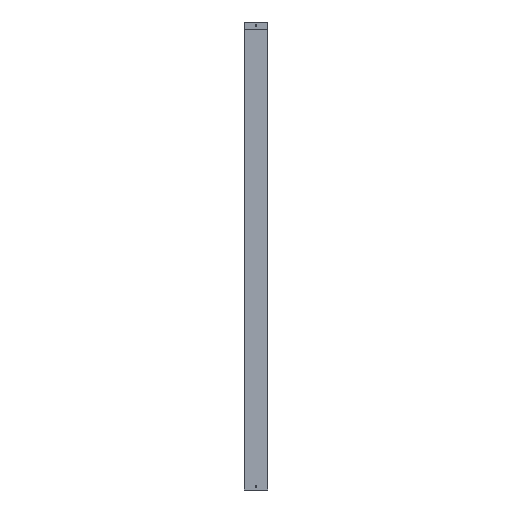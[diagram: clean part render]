
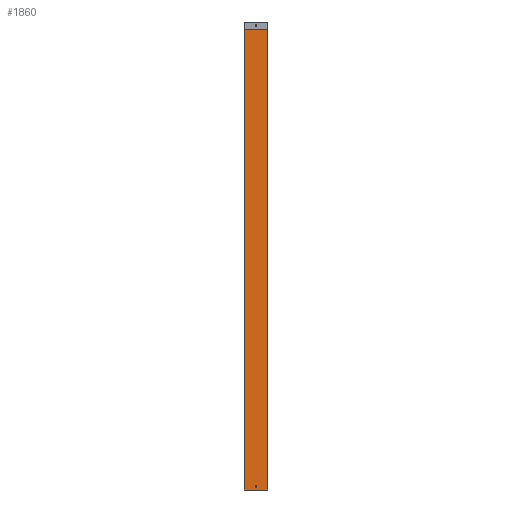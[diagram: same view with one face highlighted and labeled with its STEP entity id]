
A CAD part, front view. The second image highlights one B-rep face of the part: STEP entity #1860.
In plain terms, the highlighted planar face has unit normal (0, -1, 0).
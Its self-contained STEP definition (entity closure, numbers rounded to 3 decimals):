
#46 = EDGE_LOOP ( 'NONE', ( #174, #173, #172, #171 ) ) ;
#47 = EDGE_LOOP ( 'NONE', ( #175 ) ) ;
#104 = VERTEX_POINT ( 'NONE', #673 ) ;
#110 = VERTEX_POINT ( 'NONE', #659 ) ;
#147 = VERTEX_POINT ( 'NONE', #873 ) ;
#157 = VERTEX_POINT ( 'NONE', #863 ) ;
#171 = ORIENTED_EDGE ( 'NONE', *, *, #1116, .T. ) ;
#172 = ORIENTED_EDGE ( 'NONE', *, *, #1110, .T. ) ;
#173 = ORIENTED_EDGE ( 'NONE', *, *, #1113, .F. ) ;
#174 = ORIENTED_EDGE ( 'NONE', *, *, #973, .F. ) ;
#175 = ORIENTED_EDGE ( 'NONE', *, *, #1112, .F. ) ;
#659 = CARTESIAN_POINT ( 'NONE',  ( -50., 0., 1968. ) ) ;
#673 = CARTESIAN_POINT ( 'NONE',  ( -50., 0., 0. ) ) ;
#863 = CARTESIAN_POINT ( 'NONE',  ( 50., 0., 1968. ) ) ;
#873 = CARTESIAN_POINT ( 'NONE',  ( 50., 0., 0. ) ) ;
#973 = EDGE_CURVE ( 'NONE', #157, #147, #1567, .T. ) ;
#1067 = AXIS2_PLACEMENT_3D ( 'NONE', #1228, #1231, #1232 ) ;
#1110 = EDGE_CURVE ( 'NONE', #110, #104, #1663, .T. ) ;
#1112 = EDGE_CURVE ( 'NONE', #1781, #1781, #1664, .T. ) ;
#1113 = EDGE_CURVE ( 'NONE', #110, #157, #1669, .T. ) ;
#1116 = EDGE_CURVE ( 'NONE', #104, #147, #1672, .T. ) ;
#1132 = AXIS2_PLACEMENT_3D ( 'NONE', #1480, #1479, #1478 ) ;
#1226 = PLANE ( 'NONE',  #1067 ) ;
#1228 = CARTESIAN_POINT ( 'NONE',  ( -50., 0., 1969. ) ) ;
#1231 = DIRECTION ( 'NONE',  ( 0., 1., 0. ) ) ;
#1232 = DIRECTION ( 'NONE',  ( 0., 0., 1. ) ) ;
#1307 = CARTESIAN_POINT ( 'NONE',  ( 0., 0., 18.5 ) ) ;
#1357 = CARTESIAN_POINT ( 'NONE',  ( 50., 0., 1969. ) ) ;
#1369 = DIRECTION ( 'NONE',  ( 0., 0., -1. ) ) ;
#1472 = DIRECTION ( 'NONE',  ( 1., 0., 0. ) ) ;
#1474 = CARTESIAN_POINT ( 'NONE',  ( -50., 0., 0. ) ) ;
#1477 = DIRECTION ( 'NONE',  ( 1., 0., 0. ) ) ;
#1478 = DIRECTION ( 'NONE',  ( 0., 0., 1. ) ) ;
#1479 = DIRECTION ( 'NONE',  ( 0., -1., 0. ) ) ;
#1480 = CARTESIAN_POINT ( 'NONE',  ( 0., 0., 15. ) ) ;
#1484 = CARTESIAN_POINT ( 'NONE',  ( -50., 0., 1968. ) ) ;
#1492 = DIRECTION ( 'NONE',  ( 0., 0., -1. ) ) ;
#1493 = CARTESIAN_POINT ( 'NONE',  ( -50., 0., 1969. ) ) ;
#1567 = LINE ( 'NONE', #1357, #1568 ) ;
#1568 = VECTOR ( 'NONE', #1369, 1000. ) ;
#1663 = LINE ( 'NONE', #1493, #1665 ) ;
#1664 = CIRCLE ( 'NONE', #1132, 3.5 ) ;
#1665 = VECTOR ( 'NONE', #1492, 1000. ) ;
#1669 = LINE ( 'NONE', #1484, #1671 ) ;
#1671 = VECTOR ( 'NONE', #1477, 1000. ) ;
#1672 = LINE ( 'NONE', #1474, #1674 ) ;
#1674 = VECTOR ( 'NONE', #1472, 1000. ) ;
#1737 = FACE_BOUND ( 'NONE', #47, .T. ) ;
#1741 = FACE_OUTER_BOUND ( 'NONE', #46, .T. ) ;
#1781 = VERTEX_POINT ( 'NONE', #1307 ) ;
#1860 = ADVANCED_FACE ( 'NONE', ( #1737, #1741 ), #1226, .F. ) ;
